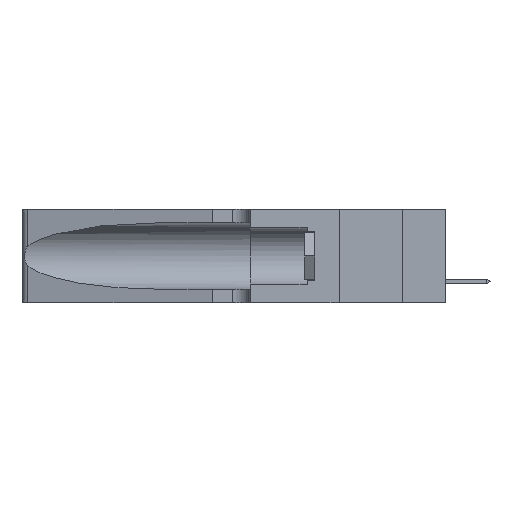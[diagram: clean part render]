
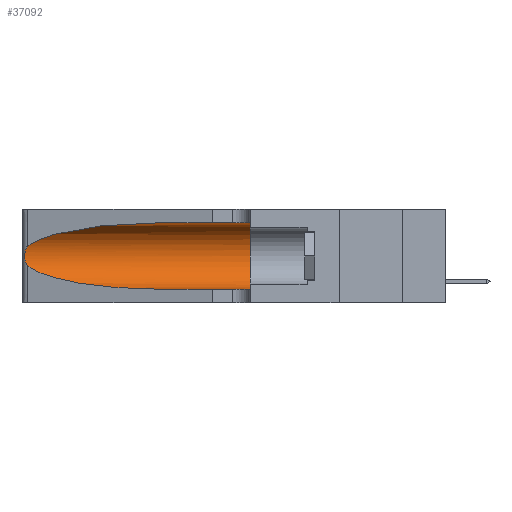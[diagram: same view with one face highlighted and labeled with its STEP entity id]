
A CAD part, left-side view. The second image highlights one B-rep face of the part: STEP entity #37092.
In plain terms, the highlighted cylindrical face has radius 3.308 mm (diameter 6.617 mm), a partial arc.
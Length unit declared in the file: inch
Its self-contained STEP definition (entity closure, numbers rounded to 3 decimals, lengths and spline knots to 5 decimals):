
#275 = AXIS2_PLACEMENT_3D ( 'NONE', #42079, #22201, #19187 ) ;
#1656 = DIRECTION ( 'NONE',  ( 0., -1., 0. ) ) ;
#1722 = EDGE_CURVE ( 'NONE', #3611, #24612, #19891, .T. ) ;
#2438 = EDGE_LOOP ( 'NONE', ( #18304, #32006, #36297, #34338, #35668, #18544 ) ) ;
#2669 = CARTESIAN_POINT ( 'NONE',  ( 0.25789, 1.23486, 0.15765 ) ) ;
#2731 = CARTESIAN_POINT ( 'NONE',  ( 0.25487, 1.22718, 0.22369 ) ) ;
#2876 = CARTESIAN_POINT ( 'NONE',  ( 0.18966, 0.96281, 0.31525 ) ) ;
#3611 = VERTEX_POINT ( 'NONE', #12288 ) ;
#3987 = DIRECTION ( 'NONE',  ( 0., 0., 1. ) ) ;
#5187 = CIRCLE ( 'NONE', #11898, 0.13025 ) ;
#6223 = CARTESIAN_POINT ( 'NONE',  ( 0.25487, 1.22718, 0.14631 ) ) ;
#6254 = CARTESIAN_POINT ( 'NONE',  ( 0.25555, 1.22993, 0.14849 ) ) ;
#6795 = VERTEX_POINT ( 'NONE', #31682 ) ;
#8908 = VERTEX_POINT ( 'NONE', #34057 ) ;
#9533 = CARTESIAN_POINT ( 'NONE',  ( 0.18966, 0.96281, 0.05475 ) ) ;
#9566 = CARTESIAN_POINT ( 'NONE',  ( 0.25555, 1.22994, 0.2215 ) ) ;
#9604 = FACE_OUTER_BOUND ( 'NONE', #2438, .T. ) ;
#10204 = VERTEX_POINT ( 'NONE', #30826 ) ;
#11898 = AXIS2_PLACEMENT_3D ( 'NONE', #40324, #27684, #3987 ) ;
#12288 = CARTESIAN_POINT ( 'NONE',  ( 0.1305, 0.72297, 0.31525 ) ) ;
#12419 = EDGE_CURVE ( 'NONE', #10204, #21600, #13535, .T. ) ;
#12722 = CARTESIAN_POINT ( 'NONE',  ( 0.25854, 1.2359, 0.20912 ) ) ;
#12803 = CARTESIAN_POINT ( 'NONE',  ( 0.2373, 1.15595, 0.28018 ) ) ;
#12878 = CARTESIAN_POINT ( 'NONE',  ( 0.25487, 1.22718, 0.14631 ) ) ;
#13336 = CARTESIAN_POINT ( 'NONE',  ( 0.25487, 1.22718, 0.22369 ) ) ;
#13535 = LINE ( 'NONE', #23428, #17734 ) ;
#14726 = CARTESIAN_POINT ( 'NONE',  ( 0.1305, 1.61858, 0.31525 ) ) ;
#15419 = B_SPLINE_CURVE_WITH_KNOTS ( 'NONE', 3,
 ( #13336, #9566, #19001, #42030, #12722, #32249, #29084, #25595, #25462, #28938, #2669, #26047, #6254, #12878 ),
 .UNSPECIFIED., .F., .F.,
 ( 4, 2, 2, 2, 2, 2, 4 ),
 ( 0., 0.00027, 0.00053, 0.00107, 0.0016, 0.00187, 0.00214 ),
 .UNSPECIFIED. ) ;
#16809 = EDGE_CURVE ( 'NONE', #24612, #6795, #15419, .T. ) ;
#17734 = VECTOR ( 'NONE', #23701, 39.37008 ) ;
#18304 = ORIENTED_EDGE ( 'NONE', *, *, #1722, .T. ) ;
#18544 = ORIENTED_EDGE ( 'NONE', *, *, #30741, .F. ) ;
#19001 = CARTESIAN_POINT ( 'NONE',  ( 0.25639, 1.23184, 0.21858 ) ) ;
#19187 = DIRECTION ( 'NONE',  ( 0., 0., -1. ) ) ;
#19891 =( BOUNDED_CURVE ( )  B_SPLINE_CURVE ( 3, ( #32444, #2876, #12803, #2731 ),
 .UNSPECIFIED., .F., .T. ) 
 B_SPLINE_CURVE_WITH_KNOTS ( ( 4, 4 ),
 ( 1.5708, 2.84003 ),
 .UNSPECIFIED. ) 
 CURVE ( )  GEOMETRIC_REPRESENTATION_ITEM ( )  RATIONAL_B_SPLINE_CURVE ( ( 1., 0.87, 0.87, 1. ) ) 
 REPRESENTATION_ITEM ( '' )  );
#21600 = VERTEX_POINT ( 'NONE', #34814 ) ;
#21828 = CARTESIAN_POINT ( 'NONE',  ( 0.25487, 1.22718, 0.22369 ) ) ;
#22201 = DIRECTION ( 'NONE',  ( 0., -1., 0. ) ) ;
#23006 = EDGE_CURVE ( 'NONE', #8908, #21600, #5187, .T. ) ;
#23428 = CARTESIAN_POINT ( 'NONE',  ( 0.1305, 1.61858, 0.05475 ) ) ;
#23701 = DIRECTION ( 'NONE',  ( 0., -1., 0. ) ) ;
#24612 = VERTEX_POINT ( 'NONE', #21828 ) ;
#25462 = CARTESIAN_POINT ( 'NONE',  ( 0.26017, 1.23833, 0.17102 ) ) ;
#25595 = CARTESIAN_POINT ( 'NONE',  ( 0.26075, 1.23896, 0.178 ) ) ;
#26047 = CARTESIAN_POINT ( 'NONE',  ( 0.25639, 1.23186, 0.15144 ) ) ;
#27684 = DIRECTION ( 'NONE',  ( 0., 1., 0. ) ) ;
#28938 = CARTESIAN_POINT ( 'NONE',  ( 0.25856, 1.23593, 0.16098 ) ) ;
#29084 = CARTESIAN_POINT ( 'NONE',  ( 0.26075, 1.23896, 0.19203 ) ) ;
#29338 = CARTESIAN_POINT ( 'NONE',  ( 0.2373, 1.15595, 0.08982 ) ) ;
#29835 = EDGE_CURVE ( 'NONE', #6795, #10204, #33905, .T. ) ;
#29929 = VECTOR ( 'NONE', #1656, 39.37008 ) ;
#30741 = EDGE_CURVE ( 'NONE', #3611, #8908, #39690, .T. ) ;
#30826 = CARTESIAN_POINT ( 'NONE',  ( 0.1305, 0.72297, 0.05475 ) ) ;
#31682 = CARTESIAN_POINT ( 'NONE',  ( 0.25487, 1.22718, 0.14631 ) ) ;
#32006 = ORIENTED_EDGE ( 'NONE', *, *, #16809, .T. ) ;
#32249 = CARTESIAN_POINT ( 'NONE',  ( 0.26018, 1.23835, 0.19895 ) ) ;
#32339 = CYLINDRICAL_SURFACE ( 'NONE', #275, 0.13025 ) ;
#32444 = CARTESIAN_POINT ( 'NONE',  ( 0.1305, 0.72297, 0.31525 ) ) ;
#33905 =( BOUNDED_CURVE ( )  B_SPLINE_CURVE ( 3, ( #6223, #29338, #9533, #42559 ),
 .UNSPECIFIED., .F., .T. ) 
 B_SPLINE_CURVE_WITH_KNOTS ( ( 4, 4 ),
 ( 3.44316, 4.71239 ),
 .UNSPECIFIED. ) 
 CURVE ( )  GEOMETRIC_REPRESENTATION_ITEM ( )  RATIONAL_B_SPLINE_CURVE ( ( 1., 0.87, 0.87, 1. ) ) 
 REPRESENTATION_ITEM ( '' )  );
#34057 = CARTESIAN_POINT ( 'NONE',  ( 0.1305, 0.35, 0.31525 ) ) ;
#34338 = ORIENTED_EDGE ( 'NONE', *, *, #12419, .T. ) ;
#34814 = CARTESIAN_POINT ( 'NONE',  ( 0.1305, 0.35, 0.05475 ) ) ;
#35668 = ORIENTED_EDGE ( 'NONE', *, *, #23006, .F. ) ;
#36297 = ORIENTED_EDGE ( 'NONE', *, *, #29835, .T. ) ;
#37092 = ADVANCED_FACE ( 'NONE', ( #9604 ), #32339, .F. ) ;
#39690 = LINE ( 'NONE', #14726, #29929 ) ;
#40324 = CARTESIAN_POINT ( 'NONE',  ( 0.1305, 0.35, 0.185 ) ) ;
#42030 = CARTESIAN_POINT ( 'NONE',  ( 0.25787, 1.23484, 0.2124 ) ) ;
#42079 = CARTESIAN_POINT ( 'NONE',  ( 0.1305, 1.61858, 0.185 ) ) ;
#42559 = CARTESIAN_POINT ( 'NONE',  ( 0.1305, 0.72297, 0.05475 ) ) ;
